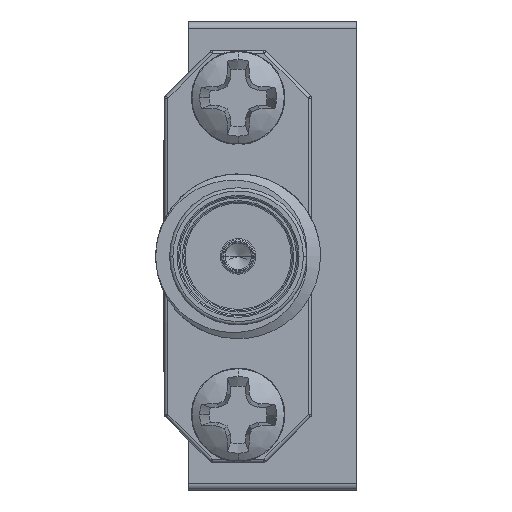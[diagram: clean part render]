
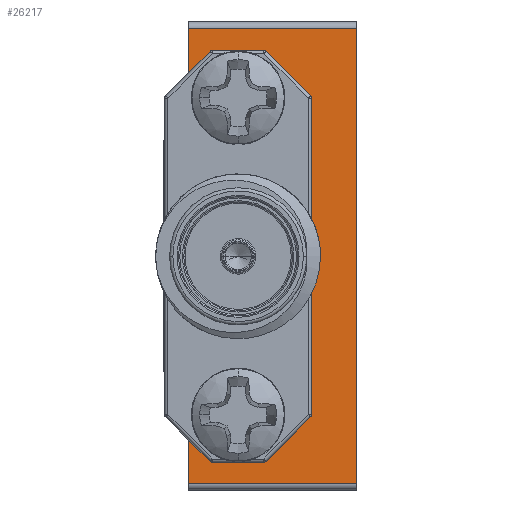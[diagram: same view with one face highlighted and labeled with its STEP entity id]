
A CAD part, left-side view. The second image highlights one B-rep face of the part: STEP entity #26217.
In plain terms, the highlighted planar face has unit normal (-1, 0, 0).
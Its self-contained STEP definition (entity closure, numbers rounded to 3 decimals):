
#136 = CARTESIAN_POINT ( 'NONE',  ( -13.716, 6.477, -8.763 ) ) ;
#982 = DIRECTION ( 'NONE',  ( 0., 0., 1. ) ) ;
#1103 = CARTESIAN_POINT ( 'NONE',  ( -13.716, 0., -8.763 ) ) ;
#1204 = DIRECTION ( 'NONE',  ( 0., 1., 0. ) ) ;
#1348 = AXIS2_PLACEMENT_3D ( 'NONE', #45102, #34445, #2443 ) ;
#1401 = CARTESIAN_POINT ( 'NONE',  ( -13.716, 4.547, 7.429 ) ) ;
#2042 = VECTOR ( 'NONE', #46792, 1000. ) ;
#2186 = AXIS2_PLACEMENT_3D ( 'NONE', #37047, #13929, #2495 ) ;
#2443 = DIRECTION ( 'NONE',  ( 0., 0., 1. ) ) ;
#2495 = DIRECTION ( 'NONE',  ( 0., 0., 1. ) ) ;
#2987 = VERTEX_POINT ( 'NONE', #30724 ) ;
#3112 = EDGE_CURVE ( 'NONE', #45151, #47192, #16975, .T. ) ;
#3305 = CIRCLE ( 'NONE', #18704, 1.334 ) ;
#3531 = LINE ( 'NONE', #50033, #11093 ) ;
#5134 = FACE_OUTER_BOUND ( 'NONE', #32192, .T. ) ;
#5799 = EDGE_CURVE ( 'NONE', #2987, #42641, #37936, .T. ) ;
#5882 = DIRECTION ( 'NONE',  ( 1., 0., 0. ) ) ;
#5990 = CARTESIAN_POINT ( 'NONE',  ( -13.716, 6.477, 8.763 ) ) ;
#6548 = EDGE_CURVE ( 'NONE', #30295, #17198, #18324, .T. ) ;
#6870 = CARTESIAN_POINT ( 'NONE',  ( -13.716, 4.547, -4.788 ) ) ;
#7015 = VERTEX_POINT ( 'NONE', #26712 ) ;
#7217 = EDGE_CURVE ( 'NONE', #24385, #7015, #17569, .T. ) ;
#10616 = VERTEX_POINT ( 'NONE', #36627 ) ;
#11093 = VECTOR ( 'NONE', #36465, 1000. ) ;
#11484 = ORIENTED_EDGE ( 'NONE', *, *, #26744, .T. ) ;
#12588 = DIRECTION ( 'NONE',  ( 0., 0., 1. ) ) ;
#13664 = VERTEX_POINT ( 'NONE', #5990 ) ;
#13929 = DIRECTION ( 'NONE',  ( -1., 0., 0. ) ) ;
#14629 = VECTOR ( 'NONE', #39565, 1000. ) ;
#14783 = CARTESIAN_POINT ( 'NONE',  ( -13.716, 4.547, -6.121 ) ) ;
#15647 = VECTOR ( 'NONE', #21461, 1000. ) ;
#15775 = LINE ( 'NONE', #31324, #2042 ) ;
#15888 = AXIS2_PLACEMENT_3D ( 'NONE', #14783, #30327, #21664 ) ;
#16630 = LINE ( 'NONE', #21219, #37649 ) ;
#16975 = LINE ( 'NONE', #21054, #14629 ) ;
#17198 = VERTEX_POINT ( 'NONE', #40519 ) ;
#17569 = CIRCLE ( 'NONE', #2186, 1.334 ) ;
#18324 = CIRCLE ( 'NONE', #15888, 1.334 ) ;
#18704 = AXIS2_PLACEMENT_3D ( 'NONE', #35787, #36043, #982 ) ;
#20510 = CARTESIAN_POINT ( 'NONE',  ( -13.716, 6.477, 8.763 ) ) ;
#20836 = ORIENTED_EDGE ( 'NONE', *, *, #3112, .T. ) ;
#21054 = CARTESIAN_POINT ( 'NONE',  ( -13.716, 6.477, -8.763 ) ) ;
#21219 = CARTESIAN_POINT ( 'NONE',  ( -13.716, 6.477, -9.017 ) ) ;
#21461 = DIRECTION ( 'NONE',  ( 0., 0., 1. ) ) ;
#21664 = DIRECTION ( 'NONE',  ( 0., 0., 1. ) ) ;
#22304 = VECTOR ( 'NONE', #45044, 1000. ) ;
#23885 = ORIENTED_EDGE ( 'NONE', *, *, #41367, .F. ) ;
#24062 = EDGE_CURVE ( 'NONE', #32871, #10616, #15775, .T. ) ;
#24306 = VERTEX_POINT ( 'NONE', #41676 ) ;
#24385 = VERTEX_POINT ( 'NONE', #1401 ) ;
#24437 = FACE_BOUND ( 'NONE', #25653, .T. ) ;
#24692 = PLANE ( 'NONE',  #40439 ) ;
#24698 = ORIENTED_EDGE ( 'NONE', *, *, #24062, .F. ) ;
#25653 = EDGE_LOOP ( 'NONE', ( #45206, #45058 ) ) ;
#26133 = EDGE_LOOP ( 'NONE', ( #40919, #23885 ) ) ;
#26217 = ADVANCED_FACE ( 'NONE', ( #5134, #24437, #47535 ), #24692, .F. ) ;
#26712 = CARTESIAN_POINT ( 'NONE',  ( -13.716, 4.547, 4.763 ) ) ;
#26744 = EDGE_CURVE ( 'NONE', #24306, #13664, #39799, .T. ) ;
#27446 = EDGE_CURVE ( 'NONE', #45151, #42641, #3531, .T. ) ;
#27702 = LINE ( 'NONE', #43961, #43332 ) ;
#28049 = EDGE_CURVE ( 'NONE', #17198, #30295, #3305, .T. ) ;
#28338 = CARTESIAN_POINT ( 'NONE',  ( -13.716, 6.477, -4.623 ) ) ;
#28479 = ORIENTED_EDGE ( 'NONE', *, *, #27446, .F. ) ;
#30295 = VERTEX_POINT ( 'NONE', #6870 ) ;
#30327 = DIRECTION ( 'NONE',  ( -1., 0., 0. ) ) ;
#30724 = CARTESIAN_POINT ( 'NONE',  ( -13.716, 2.718, -4.623 ) ) ;
#31324 = CARTESIAN_POINT ( 'NONE',  ( -13.716, 2.718, 4.623 ) ) ;
#31365 = CIRCLE ( 'NONE', #1348, 1.334 ) ;
#32029 = DIRECTION ( 'NONE',  ( 0., 0., 1. ) ) ;
#32192 = EDGE_LOOP ( 'NONE', ( #34429, #11484, #32600, #24698, #34537, #34928, #28479, #20836 ) ) ;
#32600 = ORIENTED_EDGE ( 'NONE', *, *, #49420, .F. ) ;
#32871 = VERTEX_POINT ( 'NONE', #37406 ) ;
#34429 = ORIENTED_EDGE ( 'NONE', *, *, #49553, .T. ) ;
#34445 = DIRECTION ( 'NONE',  ( -1., 0., 0. ) ) ;
#34537 = ORIENTED_EDGE ( 'NONE', *, *, #49069, .F. ) ;
#34928 = ORIENTED_EDGE ( 'NONE', *, *, #5799, .T. ) ;
#35787 = CARTESIAN_POINT ( 'NONE',  ( -13.716, 4.547, -6.121 ) ) ;
#36043 = DIRECTION ( 'NONE',  ( -1., 0., 0. ) ) ;
#36114 = CARTESIAN_POINT ( 'NONE',  ( -13.716, 6.477, -9.017 ) ) ;
#36465 = DIRECTION ( 'NONE',  ( 0., 0., 1. ) ) ;
#36515 = VECTOR ( 'NONE', #1204, 1000. ) ;
#36627 = CARTESIAN_POINT ( 'NONE',  ( -13.716, 6.477, 4.623 ) ) ;
#37047 = CARTESIAN_POINT ( 'NONE',  ( -13.716, 4.547, 6.096 ) ) ;
#37406 = CARTESIAN_POINT ( 'NONE',  ( -13.716, 2.718, 4.623 ) ) ;
#37649 = VECTOR ( 'NONE', #12588, 1000. ) ;
#37936 = LINE ( 'NONE', #48876, #22304 ) ;
#39565 = DIRECTION ( 'NONE',  ( 0., -1., 0. ) ) ;
#39799 = LINE ( 'NONE', #20510, #36515 ) ;
#40167 = DIRECTION ( 'NONE',  ( 0., 0., -1. ) ) ;
#40439 = AXIS2_PLACEMENT_3D ( 'NONE', #36114, #5882, #40167 ) ;
#40519 = CARTESIAN_POINT ( 'NONE',  ( -13.716, 4.547, -7.455 ) ) ;
#40919 = ORIENTED_EDGE ( 'NONE', *, *, #7217, .F. ) ;
#41367 = EDGE_CURVE ( 'NONE', #7015, #24385, #31365, .T. ) ;
#41676 = CARTESIAN_POINT ( 'NONE',  ( -13.716, 0., 8.763 ) ) ;
#42641 = VERTEX_POINT ( 'NONE', #28338 ) ;
#43332 = VECTOR ( 'NONE', #32029, 1000. ) ;
#43961 = CARTESIAN_POINT ( 'NONE',  ( -13.716, 2.718, 4.623 ) ) ;
#45044 = DIRECTION ( 'NONE',  ( 0., 1., 0. ) ) ;
#45058 = ORIENTED_EDGE ( 'NONE', *, *, #28049, .F. ) ;
#45102 = CARTESIAN_POINT ( 'NONE',  ( -13.716, 4.547, 6.096 ) ) ;
#45151 = VERTEX_POINT ( 'NONE', #136 ) ;
#45206 = ORIENTED_EDGE ( 'NONE', *, *, #6548, .F. ) ;
#45570 = CARTESIAN_POINT ( 'NONE',  ( -13.716, 0., -9.017 ) ) ;
#46792 = DIRECTION ( 'NONE',  ( 0., 1., 0. ) ) ;
#47192 = VERTEX_POINT ( 'NONE', #1103 ) ;
#47535 = FACE_BOUND ( 'NONE', #26133, .T. ) ;
#48876 = CARTESIAN_POINT ( 'NONE',  ( -13.716, 2.718, -4.623 ) ) ;
#49069 = EDGE_CURVE ( 'NONE', #2987, #32871, #27702, .T. ) ;
#49394 = LINE ( 'NONE', #45570, #15647 ) ;
#49420 = EDGE_CURVE ( 'NONE', #10616, #13664, #16630, .T. ) ;
#49553 = EDGE_CURVE ( 'NONE', #47192, #24306, #49394, .T. ) ;
#50033 = CARTESIAN_POINT ( 'NONE',  ( -13.716, 6.477, -9.017 ) ) ;
